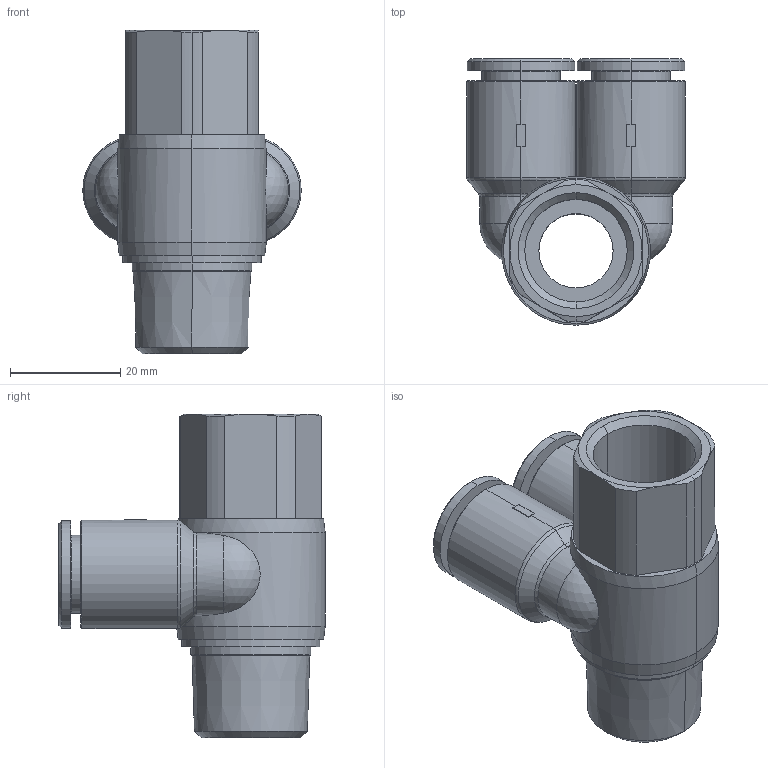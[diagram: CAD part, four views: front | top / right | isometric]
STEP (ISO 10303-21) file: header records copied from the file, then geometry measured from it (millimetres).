
FILE_DESCRIPTION((''),'2;1');
FILE_NAME('GPAF_1204-G04(3D).stp','2012-12-20T10:12:12',(''),(''),'Mechanical Desktop.R8.0.24.0','Mechanical Desktop.R8.0.24.0',', , ');
FILE_SCHEMA(('CONFIG_CONTROL_DESIGN'));
Length unit declared in the file: millimetre
Products named in the file (2): GPAF_1204-G04(3D); 睡ヶ1
Assembly tree (1 placements, depth 2):
  GPAF_1204-G04(3D)
    睡ヶ1
Bounding box: 39.7 x 48.4 x 58.8 mm (x, y, z)
Volume: 27198.6 mm3; surface area: 13511.1 mm2
Topology: 1 solids, 1 shells, 810 faces, 2279 edges, 1502 vertices
Faces by surface type: plane 698, cone 44, cylinder 44, bspline 16, torus 6, sphere 2
Entity records: 26290 total; most frequent: CARTESIAN_POINT 5295, ORIENTED_EDGE 4558, DIRECTION 3967, EDGE_CURVE 2279, VECTOR 2059, LINE 2059, VERTEX_POINT 1502, AXIS2_PLACEMENT_3D 954
